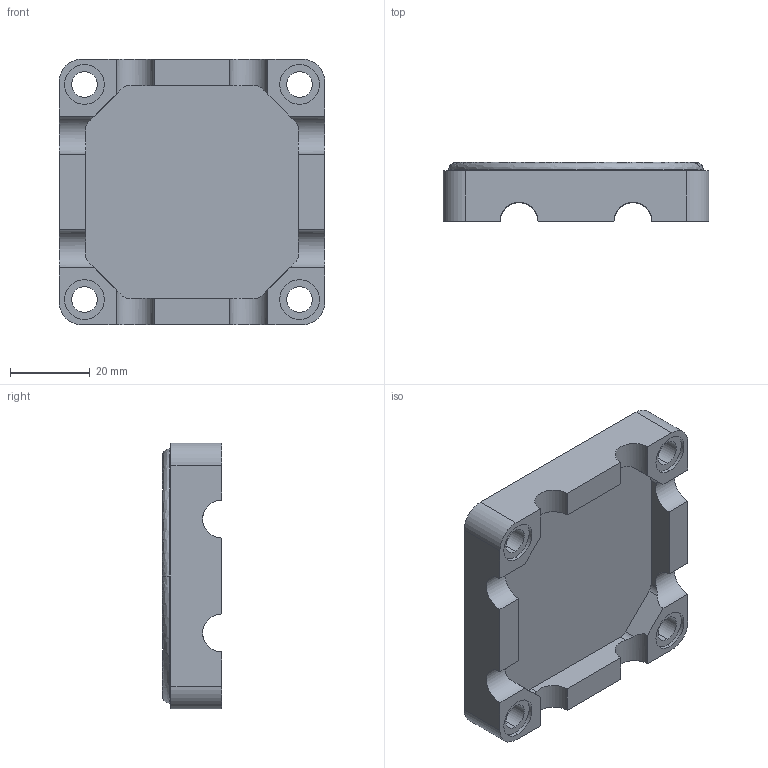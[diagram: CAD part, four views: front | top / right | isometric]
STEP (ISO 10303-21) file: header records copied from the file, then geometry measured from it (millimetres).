
FILE_DESCRIPTION (( 'STEP AP203' ), '1' );
FILE_NAME ('SF-5420-K.step', '2024-08-21T11:19:39', ( '' ), ( '' ), 'SwSTEP 2.0', 'SolidWorks 2023', '' );
FILE_SCHEMA (( 'CONFIG_CONTROL_DESIGN' ));
Length unit declared in the file: inch
Products named in the file (1): SF-5420-K
Bounding box: 66.67 x 14.83 x 66.67 mm (x, y, z)
Volume: 33451.7 mm3; surface area: 17503.8 mm2
Topology: 2 solids, 2 shells, 96 faces, 254 edges, 168 vertices
Faces by surface type: cylinder 56, plane 36, bspline 4
Entity records: 3199 total; most frequent: CARTESIAN_POINT 659, DIRECTION 536, ORIENTED_EDGE 508, EDGE_CURVE 254, AXIS2_PLACEMENT_3D 205, VERTEX_POINT 168, LINE 126, VECTOR 126
